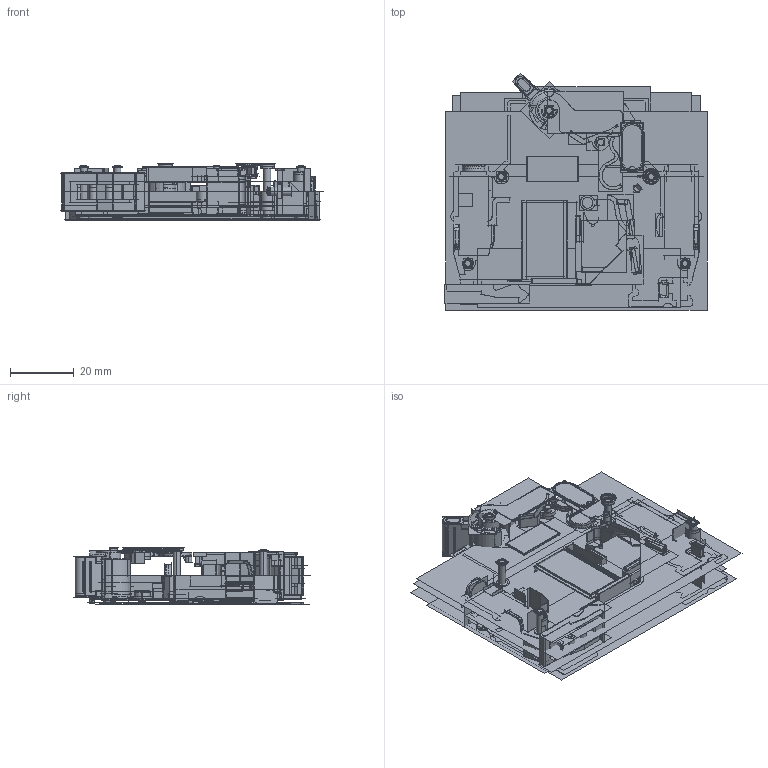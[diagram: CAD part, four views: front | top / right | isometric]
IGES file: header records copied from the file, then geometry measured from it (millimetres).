
Start section:  PTC IGES file: NXB-63H-1p.igs
Global section: file name: NXB-63H-1p.igs; native system: Pro/ENGINEER by Parametric Technology Corporation; preprocessor: 2009460; author: tubing; organization: Unknown; date: 20170408.134308; units: millimetre
Bounding box: 82.19 x 74.16 x 18.17 mm (x, y, z)
Surface area: 199919.2 mm2 (no closed solid volume)
Topology: 0 solids, 0 shells, 2469 faces, 38883 edges, 51516 vertices
Faces by surface type: bspline 1181, revolution 1138, extrusion 150
